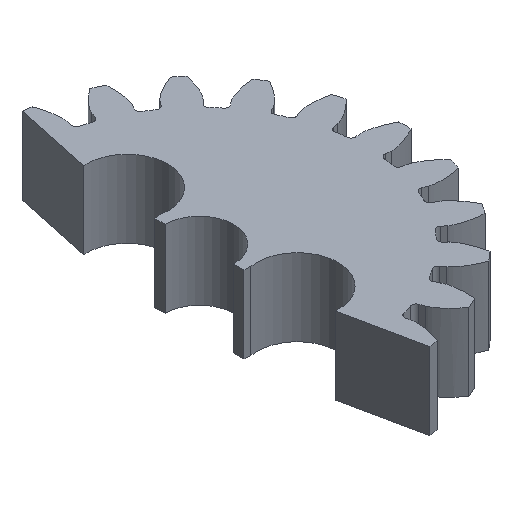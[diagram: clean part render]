
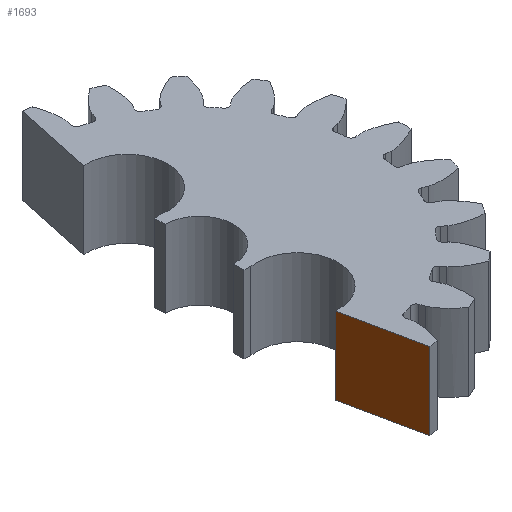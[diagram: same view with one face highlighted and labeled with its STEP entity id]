
A CAD part, isometric view. The second image highlights one B-rep face of the part: STEP entity #1693.
In plain terms, the highlighted planar face has unit normal (-0.979, -0.206, 0).
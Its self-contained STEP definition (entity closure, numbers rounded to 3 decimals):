
#76=PLANE('',#1848);
#105=FACE_OUTER_BOUND('',#197,.T.);
#197=EDGE_LOOP('',(#1205,#1206,#1207,#1208));
#380=LINE('',#2444,#518);
#384=LINE('',#2461,#522);
#406=LINE('',#4107,#544);
#407=LINE('',#4108,#545);
#518=VECTOR('',#1974,10.);
#522=VECTOR('',#1992,10.);
#544=VECTOR('',#2098,10.);
#545=VECTOR('',#2099,10.);
#659=VERTEX_POINT('',#2441);
#660=VERTEX_POINT('',#2443);
#666=VERTEX_POINT('',#2460);
#748=VERTEX_POINT('',#4106);
#839=EDGE_CURVE('',#660,#659,#380,.T.);
#848=EDGE_CURVE('',#660,#666,#384,.T.);
#931=EDGE_CURVE('',#748,#659,#406,.T.);
#932=EDGE_CURVE('',#748,#666,#407,.T.);
#1205=ORIENTED_EDGE('',*,*,#839,.T.);
#1206=ORIENTED_EDGE('',*,*,#931,.F.);
#1207=ORIENTED_EDGE('',*,*,#932,.T.);
#1208=ORIENTED_EDGE('',*,*,#848,.F.);
#1693=ADVANCED_FACE('',(#105),#76,.T.);
#1848=AXIS2_PLACEMENT_3D('',#4105,#2096,#2097);
#1974=DIRECTION('',(0.,0.,-1.));
#1992=DIRECTION('',(0.206,-0.978,0.));
#2096=DIRECTION('center_axis',(-0.978,-0.206,0.));
#2097=DIRECTION('ref_axis',(0.206,-0.978,0.));
#2098=DIRECTION('',(-0.206,0.978,0.));
#2099=DIRECTION('',(0.,0.,1.));
#2441=CARTESIAN_POINT('',(1.175,-14.689,-4.5));
#2443=CARTESIAN_POINT('',(1.175,-14.689,4.5));
#2444=CARTESIAN_POINT('',(1.175,-14.689,4.5));
#2460=CARTESIAN_POINT('',(3.096,-23.8,4.5));
#2461=CARTESIAN_POINT('',(1.044,-14.07,4.5));
#4105=CARTESIAN_POINT('Origin',(1.044,-14.07,0.));
#4106=CARTESIAN_POINT('',(3.096,-23.8,-4.5));
#4107=CARTESIAN_POINT('',(1.044,-14.07,-4.5));
#4108=CARTESIAN_POINT('',(3.096,-23.8,0.));
